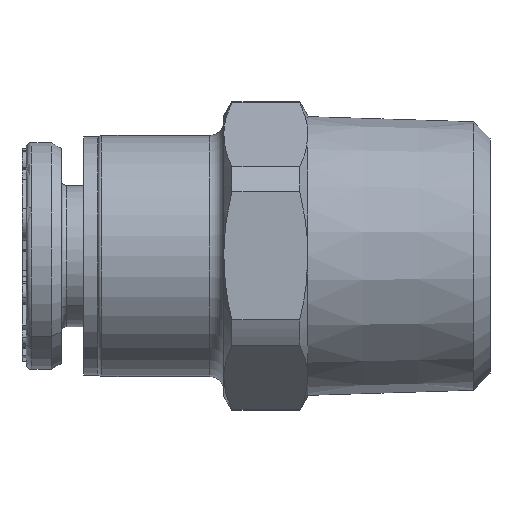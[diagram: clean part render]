
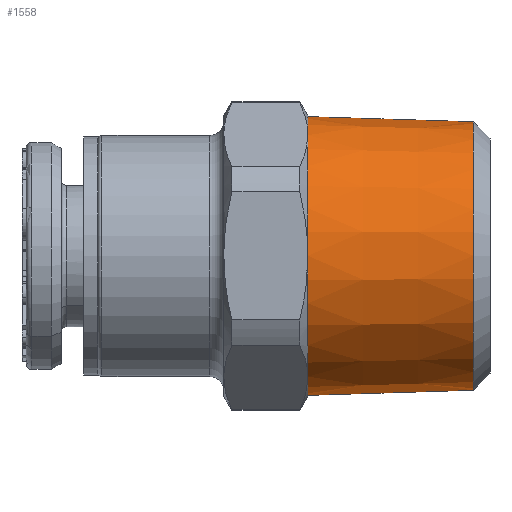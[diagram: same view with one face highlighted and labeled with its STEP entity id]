
A CAD part, top view. The second image highlights one B-rep face of the part: STEP entity #1558.
In plain terms, the highlighted conical face has half-angle 1.78 degrees and reference radius 4.881 mm.
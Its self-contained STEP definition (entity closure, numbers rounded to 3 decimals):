
#1558=ADVANCED_FACE('',(#3411),#3412,.T.);
#3411=FACE_OUTER_BOUND('',#7084,.T.);
#3412=CONICAL_SURFACE('',#7085,4.881,0.031);
#7084=EDGE_LOOP('',(#12015,#12016,#12017,#12018));
#7085=AXIS2_PLACEMENT_3D('',#12019,#12020,#12021);
#12015=ORIENTED_EDGE('',*,*,#16523,.T.);
#12016=ORIENTED_EDGE('',*,*,#15213,.T.);
#12017=ORIENTED_EDGE('',*,*,#16524,.T.);
#12018=ORIENTED_EDGE('',*,*,#16525,.F.);
#12019=CARTESIAN_POINT('',(10.45,0.0,0.0));
#12020=DIRECTION('',(-1.0,0.0,-0.0));
#12021=DIRECTION('',(0.0,1.0,0.0));
#15213=EDGE_CURVE('',#18088,#18089,#18090,.T.);
#16523=EDGE_CURVE('',#19454,#18088,#20075,.T.);
#16524=EDGE_CURVE('',#18089,#19458,#20076,.T.);
#16525=EDGE_CURVE('',#19454,#19458,#20077,.T.);
#18088=VERTEX_POINT('',#22393);
#18089=VERTEX_POINT('',#22394);
#18090=CIRCLE('',#22395,4.973);
#19454=VERTEX_POINT('',#25019);
#19458=VERTEX_POINT('',#25024);
#20075=LINE('',#26202,#26203);
#20076=LINE('',#26204,#26205);
#20077=CIRCLE('',#26206,4.789);
#22393=CARTESIAN_POINT('',(7.5,4.973,0.0));
#22394=CARTESIAN_POINT('',(7.5,-4.973,0.));
#22395=AXIS2_PLACEMENT_3D('',#28183,#28184,#28185);
#25019=CARTESIAN_POINT('',(13.4,4.789,0.0));
#25024=CARTESIAN_POINT('',(13.4,-4.789,0.));
#26202=CARTESIAN_POINT('',(10.45,4.881,0.));
#26203=VECTOR('',#29645,1.0);
#26204=CARTESIAN_POINT('',(10.45,-4.881,0.));
#26205=VECTOR('',#29646,1.0);
#26206=AXIS2_PLACEMENT_3D('',#29647,#29648,#29649);
#28183=CARTESIAN_POINT('',(7.5,0.0,0.0));
#28184=DIRECTION('',(1.0,0.0,0.0));
#28185=DIRECTION('',(0.0,1.0,0.0));
#29645=DIRECTION('',(-1.,0.031,0.));
#29646=DIRECTION('',(1.,0.031,0.));
#29647=CARTESIAN_POINT('',(13.4,0.0,0.0));
#29648=DIRECTION('',(1.0,0.0,0.0));
#29649=DIRECTION('',(0.0,1.0,0.0));
